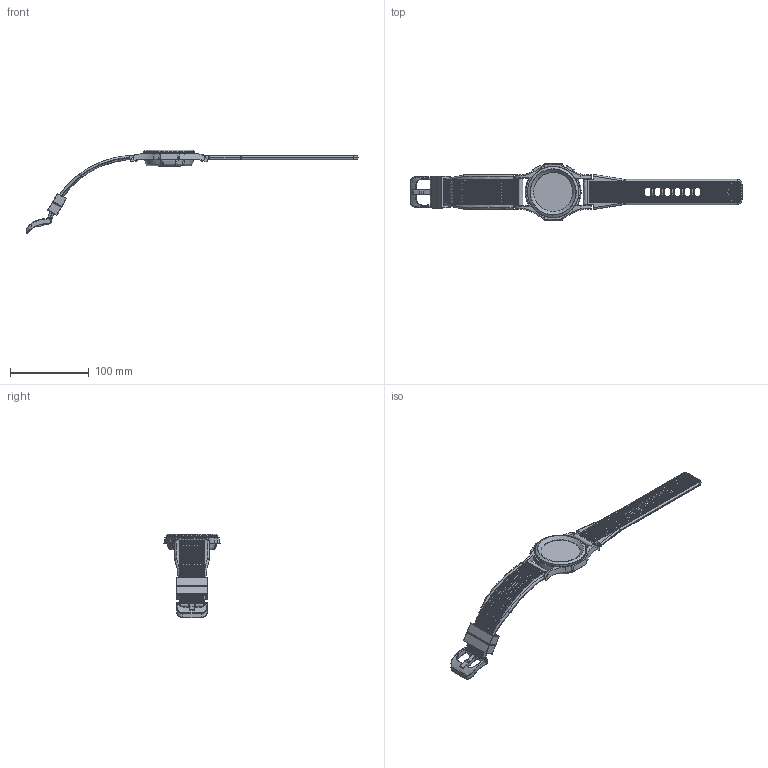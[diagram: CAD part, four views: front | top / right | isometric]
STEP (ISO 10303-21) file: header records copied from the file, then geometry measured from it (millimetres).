
FILE_DESCRIPTION(('FreeCAD Model'),'2;1');
FILE_NAME('Open CASCADE Shape Model','2025-04-27T17:41:57',('FreeCAD'),( 'FreeCAD'),'Open CASCADE STEP processor 7.6','FreeCAD','Unknown');
FILE_SCHEMA(('AUTOMOTIVE_DESIGN { 1 0 10303 214 1 1 1 1 }'));
Products named in the file (1): Open CASCADE STEP translator 7.6 1
Bounding box: 421.58 x 71.24 x 106.32 mm (x, y, z)
Volume: 113810.1 mm3; surface area: 63336.1 mm2
Topology: 13 solids, 13 shells, 1950 faces, 5445 edges, 3516 vertices
Faces by surface type: bspline 1950
Entity records: 75836 total; most frequent: CARTESIAN_POINT 45397, ORIENTED_EDGE 10832, EDGE_CURVE 5416, B_SPLINE_CURVE_WITH_KNOTS 3616, VERTEX_POINT 3516, FACE_BOUND 2020, EDGE_LOOP 2020, ADVANCED_FACE 1950
